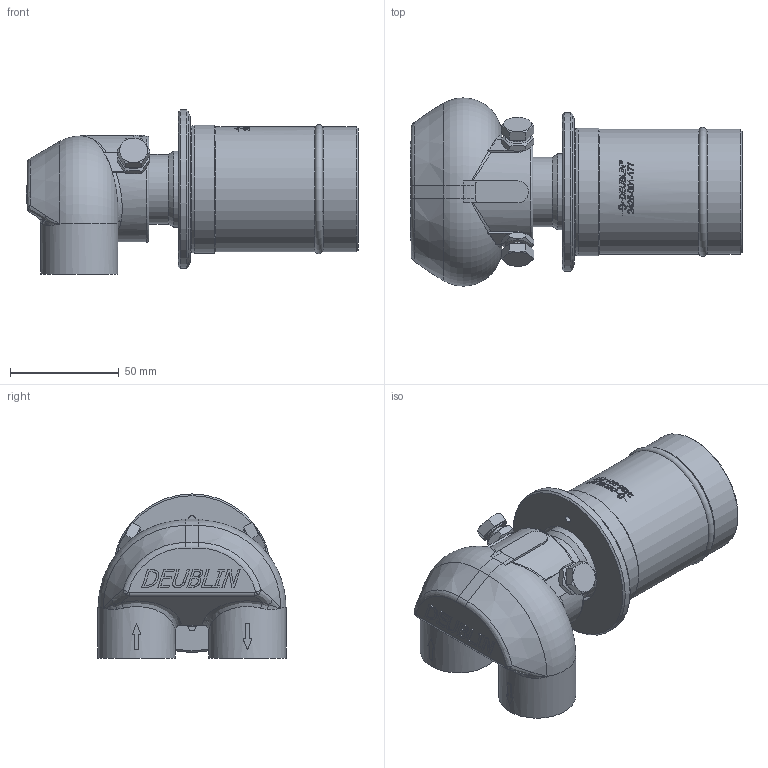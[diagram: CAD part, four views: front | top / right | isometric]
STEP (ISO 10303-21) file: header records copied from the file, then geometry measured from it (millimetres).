
FILE_DESCRIPTION(/* description */ (''),/* implementation_level */ '2;1');
FILE_NAME(/* name */ '2425-001-177-IC.stp',/* time_stamp */ '2020-05-21T10:33:45-05:00',/* author */ ('GALINDOLM'),/* organization */ (''),/* preprocessor_version */ 'ST-DEVELOPER v18',/* originating_system */ 'Autodesk Inventor 2020',/* authorisation */ '');
FILE_SCHEMA (('AUTOMOTIVE_DESIGN { 1 0 10303 214 3 1 1 }'));
Length unit declared in the file: millimetre
Products named in the file (1): 2425-001-177-IC
Bounding box: 152.65 x 86.5 x 75.45 mm (x, y, z)
Volume: 326703.3 mm3; surface area: 64074.3 mm2
Topology: 2 solids, 3 shells, 678 faces, 1789 edges, 1169 vertices
Faces by surface type: plane 368, bspline 176, cylinder 87, cone 35, torus 12
Full cylindrical faces by diameter (mm): 2.48 x2, 3 x2, 7.323 x2, 8 x1, 11.4 x2, 15.8 x2, 24.117 x2, 25 x1, 31.98 x1, 32.03 x1, 32.433 x1, 34.87 x1, 35.5 x2, 37.8 x1, 48.8 x1, 50.9 x1, 52.25 x3, 53.9 x1, 57.5 x2, 58.07 x1, 58.67 x1, 63.5 x1, 69.9 x2, 72.9 x1
Entity records: 26234 total; most frequent: CARTESIAN_POINT 9831, ORIENTED_EDGE 3560, DIRECTION 2985, EDGE_CURVE 1780, VERTEX_POINT 1170, AXIS2_PLACEMENT_3D 1111, LINE 763, VECTOR 763
